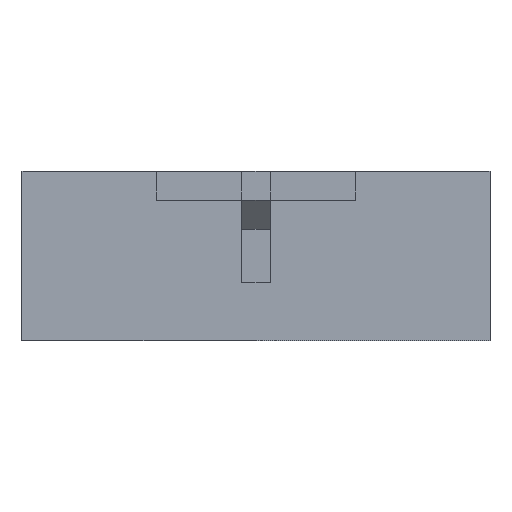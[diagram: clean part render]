
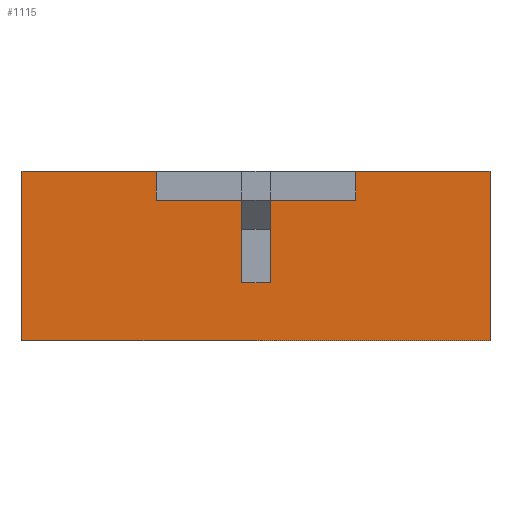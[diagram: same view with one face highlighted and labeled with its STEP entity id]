
A CAD part, left-side view. The second image highlights one B-rep face of the part: STEP entity #1115.
In plain terms, the highlighted planar face has unit normal (-1, 0, 0).
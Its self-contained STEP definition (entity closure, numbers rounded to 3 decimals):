
#842 = EDGE_CURVE('',#843,#845,#847,.T.);
#843 = VERTEX_POINT('',#844);
#844 = CARTESIAN_POINT('',(-22.34,-10.5,3.8));
#845 = VERTEX_POINT('',#846);
#846 = CARTESIAN_POINT('',(-22.34,-4.475,
    3.8));
#847 = LINE('',#848,#849);
#848 = CARTESIAN_POINT('',(-22.34,-8.3,
    3.8));
#849 = VECTOR('',#850,1.);
#850 = DIRECTION('',(0.,1.,0.));
#885 = VERTEX_POINT('',#886);
#886 = CARTESIAN_POINT('',(-22.34,10.5,3.8));
#892 = EDGE_CURVE('',#893,#885,#895,.T.);
#893 = VERTEX_POINT('',#894);
#894 = CARTESIAN_POINT('',(-22.34,4.475,3.8
    ));
#895 = LINE('',#896,#897);
#896 = CARTESIAN_POINT('',(-22.34,8.3,3.8
    ));
#897 = VECTOR('',#898,1.);
#898 = DIRECTION('',(0.,1.,0.));
#1026 = VERTEX_POINT('',#1027);
#1027 = CARTESIAN_POINT('',(-22.34,4.475,2.5));
#1033 = EDGE_CURVE('',#1026,#1034,#1036,.T.);
#1034 = VERTEX_POINT('',#1035);
#1035 = CARTESIAN_POINT('',(-22.34,0.65,2.5));
#1036 = LINE('',#1037,#1038);
#1037 = CARTESIAN_POINT('',(-22.34,4.475,2.5));
#1038 = VECTOR('',#1039,1.);
#1039 = DIRECTION('',(0.,-1.,0.));
#1064 = VERTEX_POINT('',#1065);
#1065 = CARTESIAN_POINT('',(-22.34,-4.475,2.5));
#1081 = VERTEX_POINT('',#1082);
#1082 = CARTESIAN_POINT('',(-22.34,-0.65,2.5));
#1088 = EDGE_CURVE('',#1081,#1064,#1089,.T.);
#1089 = LINE('',#1090,#1091);
#1090 = CARTESIAN_POINT('',(-22.34,-0.65,2.5));
#1091 = VECTOR('',#1092,1.);
#1092 = DIRECTION('',(0.,-1.,0.));
#1104 = EDGE_CURVE('',#893,#1026,#1105,.T.);
#1105 = LINE('',#1106,#1107);
#1106 = CARTESIAN_POINT('',(-22.34,4.475,
    3.8));
#1107 = VECTOR('',#1108,1.);
#1108 = DIRECTION('',(0.,0.,-1.));
#1115 = ADVANCED_FACE('',(#1116),#1173,.T.);
#1116 = FACE_BOUND('',#1117,.T.);
#1117 = EDGE_LOOP('',(#1118,#1126,#1127,#1128,#1129,#1137,#1145,#1151,
    #1152,#1158,#1159,#1167));
#1118 = ORIENTED_EDGE('',*,*,#1119,.T.);
#1119 = EDGE_CURVE('',#1120,#1034,#1122,.T.);
#1120 = VERTEX_POINT('',#1121);
#1121 = CARTESIAN_POINT('',(-22.34,0.65,
    -1.2));
#1122 = LINE('',#1123,#1124);
#1123 = CARTESIAN_POINT('',(-22.34,0.65,
    -1.2));
#1124 = VECTOR('',#1125,1.);
#1125 = DIRECTION('',(0.,0.,1.));
#1126 = ORIENTED_EDGE('',*,*,#1033,.F.);
#1127 = ORIENTED_EDGE('',*,*,#1104,.F.);
#1128 = ORIENTED_EDGE('',*,*,#892,.T.);
#1129 = ORIENTED_EDGE('',*,*,#1130,.T.);
#1130 = EDGE_CURVE('',#885,#1131,#1133,.T.);
#1131 = VERTEX_POINT('',#1132);
#1132 = CARTESIAN_POINT('',(-22.34,10.5,-3.8));
#1133 = LINE('',#1134,#1135);
#1134 = CARTESIAN_POINT('',(-22.34,10.5,3.8));
#1135 = VECTOR('',#1136,1.);
#1136 = DIRECTION('',(0.,0.,-1.));
#1137 = ORIENTED_EDGE('',*,*,#1138,.F.);
#1138 = EDGE_CURVE('',#1139,#1131,#1141,.T.);
#1139 = VERTEX_POINT('',#1140);
#1140 = CARTESIAN_POINT('',(-22.34,-10.5,-3.8));
#1141 = LINE('',#1142,#1143);
#1142 = CARTESIAN_POINT('',(-22.34,8.3,
    -3.8));
#1143 = VECTOR('',#1144,1.);
#1144 = DIRECTION('',(0.,1.,0.));
#1145 = ORIENTED_EDGE('',*,*,#1146,.T.);
#1146 = EDGE_CURVE('',#1139,#843,#1147,.T.);
#1147 = LINE('',#1148,#1149);
#1148 = CARTESIAN_POINT('',(-22.34,-10.5,-3.8));
#1149 = VECTOR('',#1150,1.);
#1150 = DIRECTION('',(0.,0.,1.));
#1151 = ORIENTED_EDGE('',*,*,#842,.T.);
#1152 = ORIENTED_EDGE('',*,*,#1153,.F.);
#1153 = EDGE_CURVE('',#1064,#845,#1154,.T.);
#1154 = LINE('',#1155,#1156);
#1155 = CARTESIAN_POINT('',(-22.34,-4.475,2.5));
#1156 = VECTOR('',#1157,1.);
#1157 = DIRECTION('',(0.,0.,1.));
#1158 = ORIENTED_EDGE('',*,*,#1088,.F.);
#1159 = ORIENTED_EDGE('',*,*,#1160,.T.);
#1160 = EDGE_CURVE('',#1081,#1161,#1163,.T.);
#1161 = VERTEX_POINT('',#1162);
#1162 = CARTESIAN_POINT('',(-22.34,-0.65,
    -1.2));
#1163 = LINE('',#1164,#1165);
#1164 = CARTESIAN_POINT('',(-22.34,-0.65,2.5));
#1165 = VECTOR('',#1166,1.);
#1166 = DIRECTION('',(0.,0.,-1.));
#1167 = ORIENTED_EDGE('',*,*,#1168,.T.);
#1168 = EDGE_CURVE('',#1161,#1120,#1169,.T.);
#1169 = LINE('',#1170,#1171);
#1170 = CARTESIAN_POINT('',(-22.34,-0.65,
    -1.2));
#1171 = VECTOR('',#1172,1.);
#1172 = DIRECTION('',(0.,1.,0.));
#1173 = PLANE('',#1174);
#1174 = AXIS2_PLACEMENT_3D('',#1175,#1176,#1177);
#1175 = CARTESIAN_POINT('',(-22.34,0.,
    -0.051));
#1176 = DIRECTION('',(-1.,-0.,-0.));
#1177 = DIRECTION('',(0.,0.,-1.));
